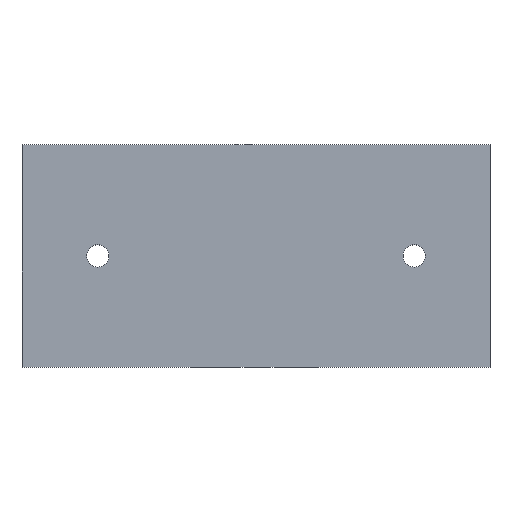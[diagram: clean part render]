
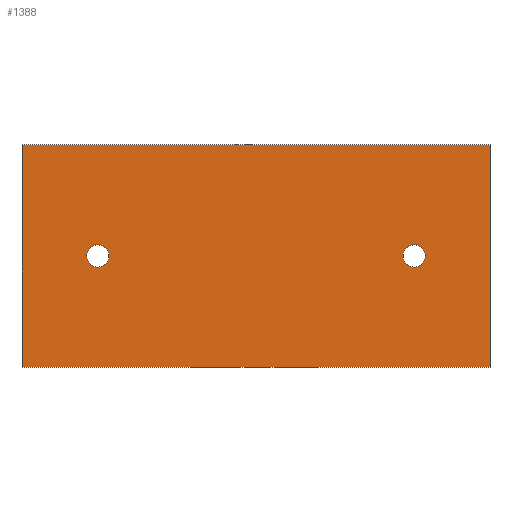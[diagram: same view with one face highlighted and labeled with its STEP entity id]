
A CAD part, top view. The second image highlights one B-rep face of the part: STEP entity #1388.
In plain terms, the highlighted planar face has unit normal (0, 0, 1).
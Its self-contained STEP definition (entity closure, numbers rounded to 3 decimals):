
#38=CIRCLE('',#1456,2.5);
#39=CIRCLE('',#1457,2.5);
#127=ORIENTED_EDGE('',*,*,#391,.F.);
#128=ORIENTED_EDGE('',*,*,#392,.F.);
#129=ORIENTED_EDGE('',*,*,#384,.T.);
#130=ORIENTED_EDGE('',*,*,#346,.T.);
#131=ORIENTED_EDGE('',*,*,#388,.T.);
#132=ORIENTED_EDGE('',*,*,#390,.T.);
#346=EDGE_CURVE('',#481,#480,#576,.T.);
#384=EDGE_CURVE('',#518,#481,#601,.T.);
#388=EDGE_CURVE('',#480,#520,#605,.T.);
#390=EDGE_CURVE('',#520,#518,#607,.T.);
#391=EDGE_CURVE('',#521,#521,#38,.T.);
#392=EDGE_CURVE('',#522,#522,#39,.T.);
#480=VERTEX_POINT('',#1743);
#481=VERTEX_POINT('',#1745);
#518=VERTEX_POINT('',#1909);
#520=VERTEX_POINT('',#1915);
#521=VERTEX_POINT('',#1922);
#522=VERTEX_POINT('',#1924);
#576=LINE('',#1744,#680);
#601=LINE('',#1908,#705);
#605=LINE('',#1916,#709);
#607=LINE('',#1919,#711);
#680=VECTOR('',#1515,1000.);
#705=VECTOR('',#1554,1000.);
#709=VECTOR('',#1560,1000.);
#711=VECTOR('',#1564,1000.);
#789=EDGE_LOOP('',(#127));
#790=EDGE_LOOP('',(#128));
#791=EDGE_LOOP('',(#129,#130,#131,#132));
#867=FACE_BOUND('',#789,.T.);
#868=FACE_BOUND('',#790,.T.);
#869=FACE_BOUND('',#791,.T.);
#938=PLANE('',#1455);
#1388=ADVANCED_FACE('',(#867,#868,#869),#938,.T.);
#1455=AXIS2_PLACEMENT_3D('',#1920,#1565,#1566);
#1456=AXIS2_PLACEMENT_3D('',#1921,#1567,#1568);
#1457=AXIS2_PLACEMENT_3D('',#1923,#1569,#1570);
#1515=DIRECTION('',(1.,0.,0.));
#1554=DIRECTION('',(0.,-1.,0.));
#1560=DIRECTION('',(0.,1.,0.));
#1564=DIRECTION('',(-1.,0.,0.));
#1565=DIRECTION('',(0.,0.,1.));
#1566=DIRECTION('',(1.,0.,0.));
#1567=DIRECTION('',(0.,0.,1.));
#1568=DIRECTION('',(1.,0.,0.));
#1569=DIRECTION('',(0.,0.,1.));
#1570=DIRECTION('',(1.,0.,0.));
#1743=CARTESIAN_POINT('',(52.5,-25.,15.));
#1744=CARTESIAN_POINT('',(-52.5,-25.,15.));
#1745=CARTESIAN_POINT('',(-52.5,-25.,15.));
#1908=CARTESIAN_POINT('',(-52.5,25.,15.));
#1909=CARTESIAN_POINT('',(-52.5,25.,15.));
#1915=CARTESIAN_POINT('',(52.5,25.,15.));
#1916=CARTESIAN_POINT('',(52.5,-25.,15.));
#1919=CARTESIAN_POINT('',(52.5,25.,15.));
#1920=CARTESIAN_POINT('',(-52.5,-25.,15.));
#1921=CARTESIAN_POINT('',(-35.5,0.,15.));
#1922=CARTESIAN_POINT('',(-33.,0.,15.));
#1923=CARTESIAN_POINT('',(35.5,0.,15.));
#1924=CARTESIAN_POINT('',(38.,0.,15.));
